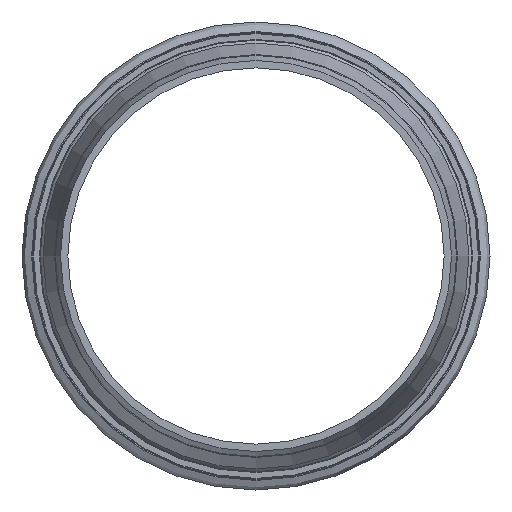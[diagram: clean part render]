
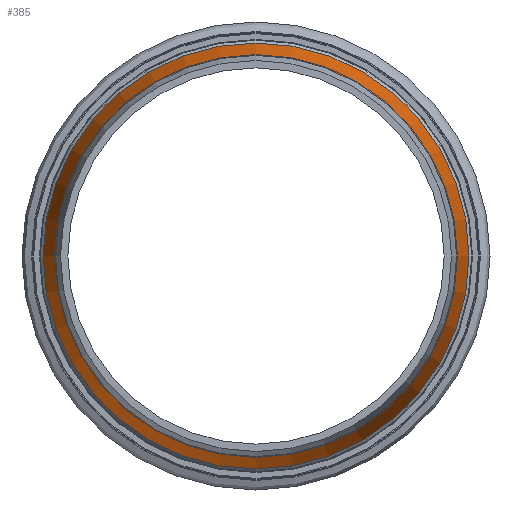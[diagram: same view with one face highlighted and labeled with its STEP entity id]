
A CAD part, front view. The second image highlights one B-rep face of the part: STEP entity #385.
In plain terms, the highlighted conical face has half-angle 15 degrees and reference radius 64.425 mm.
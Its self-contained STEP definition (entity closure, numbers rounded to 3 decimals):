
#36=CONICAL_SURFACE('',#444,64.425,15.);
#62=FACE_BOUND('',#153,.T.);
#97=FACE_OUTER_BOUND('',#152,.T.);
#152=EDGE_LOOP('',(#327));
#153=EDGE_LOOP('',(#328));
#183=CIRCLE('',#404,62.5);
#203=CIRCLE('',#443,66.35);
#218=VERTEX_POINT('',#618);
#238=VERTEX_POINT('',#677);
#253=EDGE_CURVE('',#218,#218,#183,.T.);
#273=EDGE_CURVE('',#238,#238,#203,.T.);
#327=ORIENTED_EDGE('',*,*,#273,.T.);
#328=ORIENTED_EDGE('',*,*,#253,.F.);
#385=ADVANCED_FACE('',(#97,#62),#36,.T.);
#404=AXIS2_PLACEMENT_3D('',#619,#478,#479);
#443=AXIS2_PLACEMENT_3D('',#678,#556,#557);
#444=AXIS2_PLACEMENT_3D('',#679,#558,#559);
#478=DIRECTION('center_axis',(0.,-1.,0.));
#479=DIRECTION('ref_axis',(1.,0.,0.));
#556=DIRECTION('center_axis',(0.,-1.,0.));
#557=DIRECTION('ref_axis',(1.,0.,0.));
#558=DIRECTION('center_axis',(0.,1.,0.));
#559=DIRECTION('ref_axis',(1.,0.,0.));
#618=CARTESIAN_POINT('',(62.5,4984.512,0.));
#619=CARTESIAN_POINT('Origin',(0.,4984.512,0.));
#677=CARTESIAN_POINT('',(66.35,4998.88,0.));
#678=CARTESIAN_POINT('Origin',(0.,4998.88,0.));
#679=CARTESIAN_POINT('Origin',(0.,4991.696,0.));
